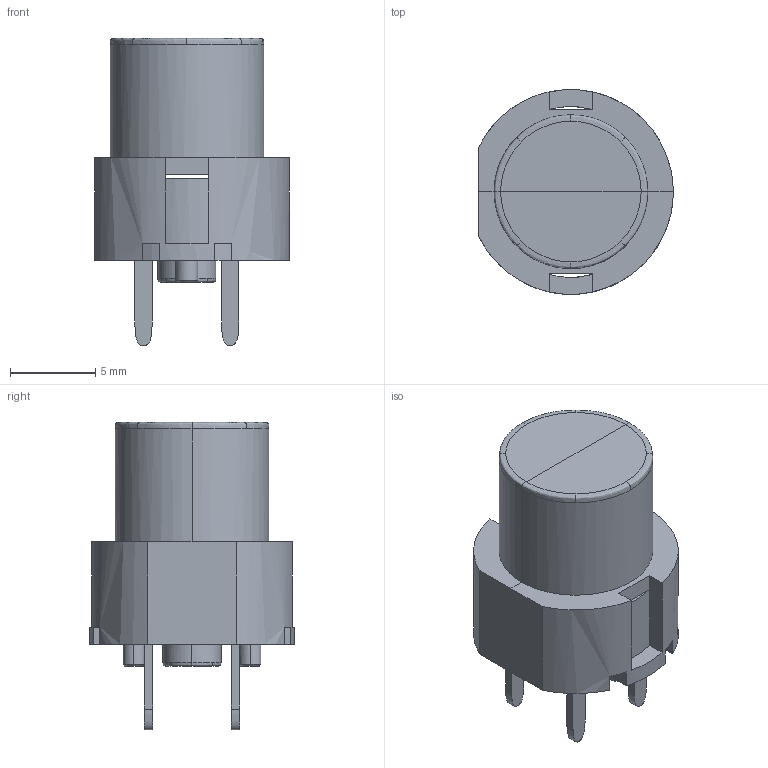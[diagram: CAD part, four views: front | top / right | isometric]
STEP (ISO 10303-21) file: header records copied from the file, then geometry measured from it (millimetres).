
FILE_DESCRIPTION(('FreeCAD Model'),'2;1');
FILE_NAME('button_yellow.step', '2018-11-01T22:31:44',('Author'),(''), 'Open CASCADE STEP processor 7.2','FreeCAD','Unknown');
FILE_SCHEMA(('AUTOMOTIVE_DESIGN_CC2 { 1 2 10303 214 -1 1 5 4 }'));
Length unit declared in the file: millimetre
Products named in the file (6): bottom; pin4; pin2; pin3; pin1; top
Bounding box: 11.4 x 11.98 x 18 mm (x, y, z)
Volume: 783.2 mm3; surface area: 1296.8 mm2
Topology: 6 solids, 6 shells, 122 faces, 312 edges, 201 vertices
Faces by surface type: plane 66, bspline 56
Entity records: 5064 total; most frequent: CARTESIAN_POINT 2287, ORIENTED_EDGE 624, DIRECTION 414, EDGE_CURVE 312, VERTEX_POINT 201, LINE 168, VECTOR 168, FACE_BOUND 125
